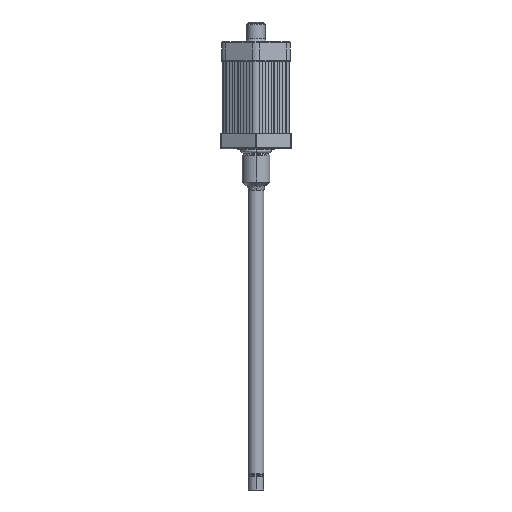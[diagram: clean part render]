
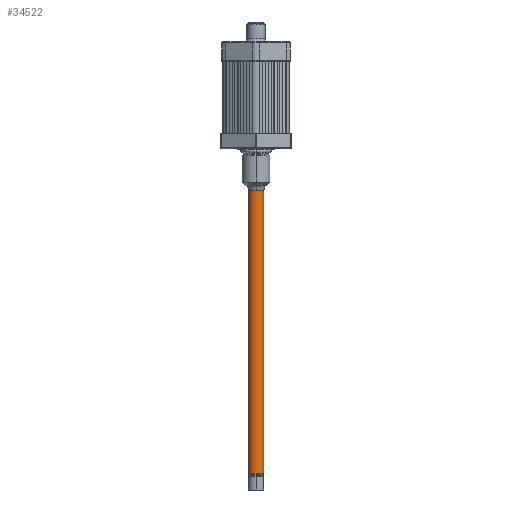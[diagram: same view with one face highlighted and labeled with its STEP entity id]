
A CAD part, front view. The second image highlights one B-rep face of the part: STEP entity #34522.
In plain terms, the highlighted cylindrical face has radius 5 mm (diameter 10 mm), a partial arc.
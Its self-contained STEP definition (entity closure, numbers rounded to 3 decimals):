
#75 = VERTEX_POINT ( 'NONE', #31460 ) ;
#207 = VECTOR ( 'NONE', #37807, 1000. ) ;
#617 = FACE_OUTER_BOUND ( 'NONE', #27085, .T. ) ;
#1057 = AXIS2_PLACEMENT_3D ( 'NONE', #35213, #17393, #38166 ) ;
#1291 = LINE ( 'NONE', #21649, #8291 ) ;
#2099 = CIRCLE ( 'NONE', #1057, 5. ) ;
#3963 = DIRECTION ( 'NONE',  ( 0., 0., 1. ) ) ;
#6392 = VERTEX_POINT ( 'NONE', #35881 ) ;
#8178 = LINE ( 'NONE', #25810, #207 ) ;
#8291 = VECTOR ( 'NONE', #16067, 1000. ) ;
#10259 = ORIENTED_EDGE ( 'NONE', *, *, #23172, .T. ) ;
#12784 = VERTEX_POINT ( 'NONE', #35099 ) ;
#13806 = AXIS2_PLACEMENT_3D ( 'NONE', #21781, #3963, #24783 ) ;
#15674 = EDGE_CURVE ( 'NONE', #75, #37570, #33545, .T. ) ;
#16067 = DIRECTION ( 'NONE',  ( 0., 0., -1. ) ) ;
#17393 = DIRECTION ( 'NONE',  ( 0., 0., 1. ) ) ;
#19167 = EDGE_CURVE ( 'NONE', #6392, #37570, #8178, .T. ) ;
#20056 = DIRECTION ( 'NONE',  ( 0., 0., -1. ) ) ;
#21649 = CARTESIAN_POINT ( 'NONE',  ( -4.685, -1.747, -10. ) ) ;
#21781 = CARTESIAN_POINT ( 'NONE',  ( 0., 0., -222. ) ) ;
#23172 = EDGE_CURVE ( 'NONE', #12784, #75, #1291, .T. ) ;
#24783 = DIRECTION ( 'NONE',  ( 0.937, 0.349, 0. ) ) ;
#25810 = CARTESIAN_POINT ( 'NONE',  ( 4.685, 1.747, -10. ) ) ;
#26380 = CARTESIAN_POINT ( 'NONE',  ( 4.685, 1.747, -222. ) ) ;
#26527 = ORIENTED_EDGE ( 'NONE', *, *, #31909, .F. ) ;
#27085 = EDGE_LOOP ( 'NONE', ( #30691, #26527, #10259, #35296 ) ) ;
#29104 = DIRECTION ( 'NONE',  ( -0.937, -0.349, 0. ) ) ;
#29500 = AXIS2_PLACEMENT_3D ( 'NONE', #34998, #20056, #29104 ) ;
#30691 = ORIENTED_EDGE ( 'NONE', *, *, #19167, .F. ) ;
#31460 = CARTESIAN_POINT ( 'NONE',  ( -4.685, -1.747, -222. ) ) ;
#31909 = EDGE_CURVE ( 'NONE', #12784, #6392, #2099, .T. ) ;
#33545 = CIRCLE ( 'NONE', #13806, 5. ) ;
#34522 = ADVANCED_FACE ( 'NONE', ( #617 ), #35538, .T. ) ;
#34998 = CARTESIAN_POINT ( 'NONE',  ( 0., 0., -10. ) ) ;
#35099 = CARTESIAN_POINT ( 'NONE',  ( -4.685, -1.747, -10. ) ) ;
#35213 = CARTESIAN_POINT ( 'NONE',  ( 0., 0., -10. ) ) ;
#35296 = ORIENTED_EDGE ( 'NONE', *, *, #15674, .T. ) ;
#35538 = CYLINDRICAL_SURFACE ( 'NONE', #29500, 5. ) ;
#35881 = CARTESIAN_POINT ( 'NONE',  ( 4.685, 1.747, -10. ) ) ;
#37570 = VERTEX_POINT ( 'NONE', #26380 ) ;
#37807 = DIRECTION ( 'NONE',  ( 0., 0., -1. ) ) ;
#38166 = DIRECTION ( 'NONE',  ( 0.937, 0.349, 0. ) ) ;
